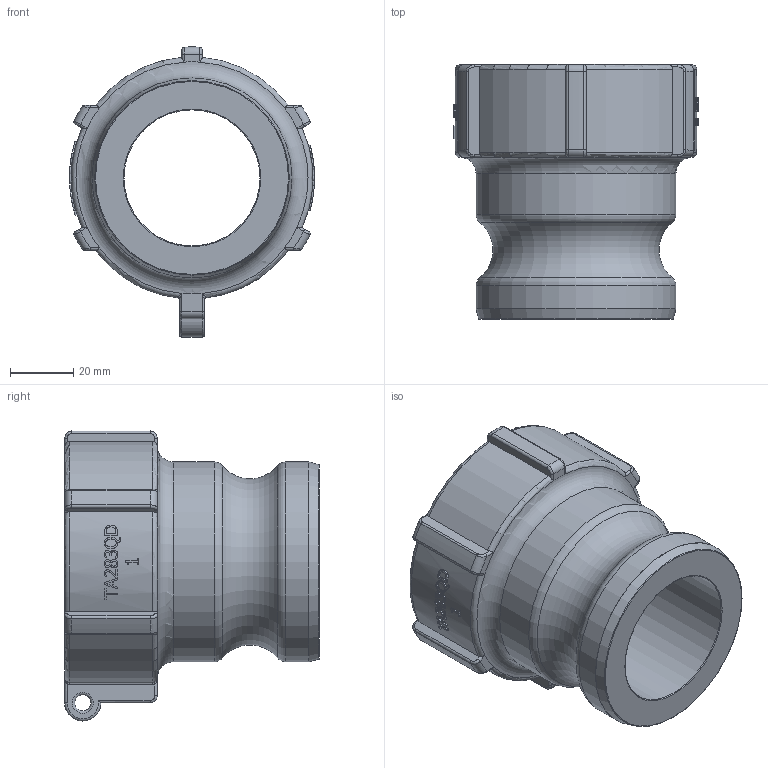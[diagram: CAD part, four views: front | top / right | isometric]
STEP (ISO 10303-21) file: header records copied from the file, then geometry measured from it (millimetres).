
FILE_DESCRIPTION(/* description */ ('2"MLE PROFILE X 60MM BUTTRESS W/GSK'),/* implementation_level */ '2;1');
FILE_NAME(/* name */ 'TA283QD.stp',/* time_stamp */ '2023-07-25T13:47:40-04:00',/* author */ ('DCT'),/* organization */ (''),/* preprocessor_version */ 'ST-DEVELOPER v18.1',/* originating_system */ 'Autodesk Inventor 2022',/* authorisation */ '');
FILE_SCHEMA (('AUTOMOTIVE_DESIGN { 1 0 10303 214 3 1 1 }'));
Length unit declared in the file: inch
Products named in the file (3): TA283QD; TA283QDX; V20275GS
Assembly tree (2 placements, depth 2):
  TA283QD
    TA283QDX
    V20275GS
Bounding box: 77.22 x 80.26 x 91.43 mm (x, y, z)
Volume: 138679 mm3; surface area: 41857.3 mm2
Topology: 2 solids, 2 shells, 562 faces, 1473 edges, 954 vertices
Faces by surface type: plane 216, bspline 199, cylinder 108, torus 36, cone 3
Full cylindrical faces by diameter (mm): 5.08 x1, 42.875 x1, 44.831 x1, 45.72 x1, 53.34 x1, 55.88 x3, 60.579 x3, 62.992 x2
Entity records: 22523 total; most frequent: CARTESIAN_POINT 9702, ORIENTED_EDGE 2938, DIRECTION 2153, EDGE_CURVE 1469, VERTEX_POINT 954, AXIS2_PLACEMENT_3D 771, EDGE_LOOP 611, LINE 611
